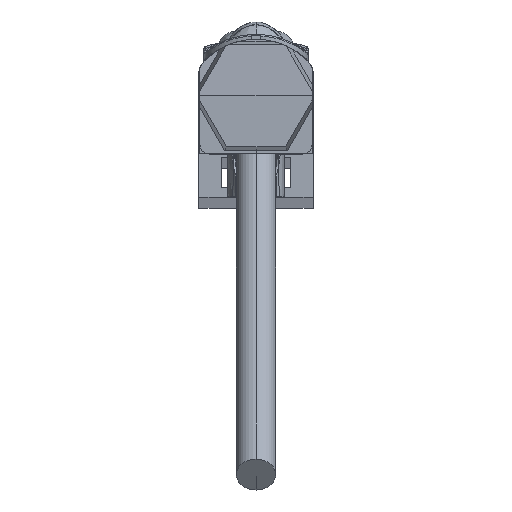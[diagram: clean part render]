
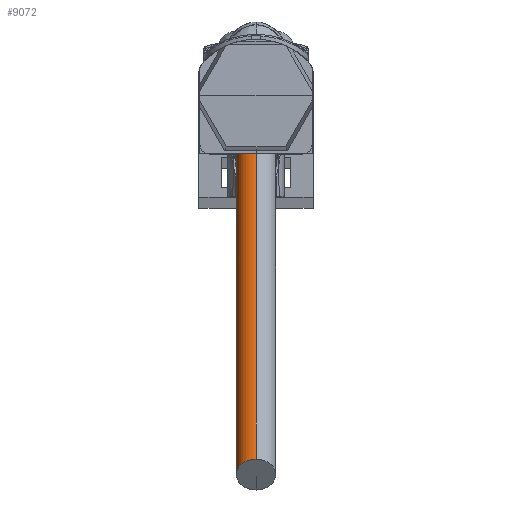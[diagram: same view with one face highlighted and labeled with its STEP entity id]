
A CAD part, top view. The second image highlights one B-rep face of the part: STEP entity #9072.
In plain terms, the highlighted cylindrical face has radius 2.075 mm (diameter 4.15 mm), a partial arc.
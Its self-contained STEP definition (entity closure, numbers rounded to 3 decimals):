
#8980=CARTESIAN_POINT('',(0.,-1.63,19.646));
#8981=DIRECTION('',(0.,-0.623,0.783));
#8982=DIRECTION('',(0.,0.783,0.623));
#8983=AXIS2_PLACEMENT_3D('',#8980,#8981,#8982);
#8985=DIRECTION('',(0.,-0.623,0.783));
#8986=VECTOR('',#8985,61.492);
#8987=CARTESIAN_POINT('',(0.,-0.007,20.938));
#8988=LINE('',#8987,#8986);
#8994=DIRECTION('',(0.,-0.623,0.783));
#8995=VECTOR('',#8994,61.492);
#8996=CARTESIAN_POINT('',(0.,-3.254,18.354));
#8997=LINE('',#8996,#8995);
#9003=CARTESIAN_POINT('',(0.,-39.91,67.77));
#9004=DIRECTION('',(0.,-0.623,0.783));
#9005=DIRECTION('',(0.,0.783,0.623));
#9006=AXIS2_PLACEMENT_3D('',#9003,#9004,#9005);
#9008=CARTESIAN_POINT('',(0.,-3.254,18.354));
#9009=CARTESIAN_POINT('',(0.,-0.007,20.938));
#9010=VERTEX_POINT('',#9008);
#9011=VERTEX_POINT('',#9009);
#9012=CARTESIAN_POINT('',(0.,-41.534,66.478));
#9013=CARTESIAN_POINT('',(0.,-38.286,69.061));
#9014=VERTEX_POINT('',#9012);
#9015=VERTEX_POINT('',#9013);
#9058=CARTESIAN_POINT('',(0.,-1.63,19.646));
#9059=DIRECTION('',(0.,-0.623,0.783));
#9060=DIRECTION('',(0.,-0.783,-0.623));
#9061=AXIS2_PLACEMENT_3D('',#9058,#9059,#9060);
#9062=CYLINDRICAL_SURFACE('',#9061,2.075);
#9063=ORIENTED_EDGE('',*,*,#9052,.F.);
#9065=ORIENTED_EDGE('',*,*,#9064,.T.);
#9067=ORIENTED_EDGE('',*,*,#9066,.T.);
#9069=ORIENTED_EDGE('',*,*,#9068,.F.);
#9070=EDGE_LOOP('',(#9063,#9065,#9067,#9069));
#9071=FACE_OUTER_BOUND('',#9070,.F.);
#9072=ADVANCED_FACE('',(#9071),#9062,.T.);
#8984=CIRCLE('',#8983,2.075);
#9007=CIRCLE('',#9006,2.075);
#9052=EDGE_CURVE('',#9011,#9010,#8984,.T.);
#9064=EDGE_CURVE('',#9011,#9015,#8988,.T.);
#9066=EDGE_CURVE('',#9015,#9014,#9007,.T.);
#9068=EDGE_CURVE('',#9010,#9014,#8997,.T.);
